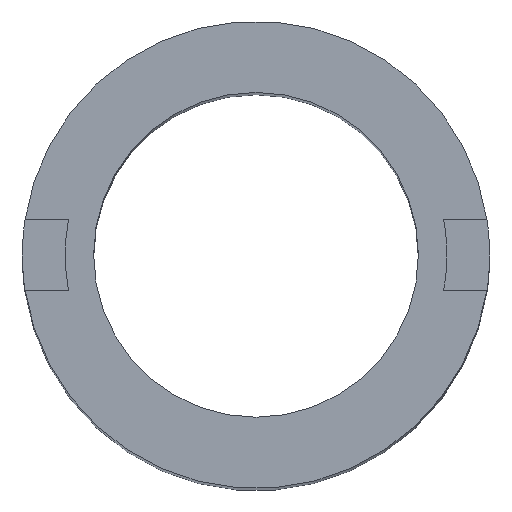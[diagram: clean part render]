
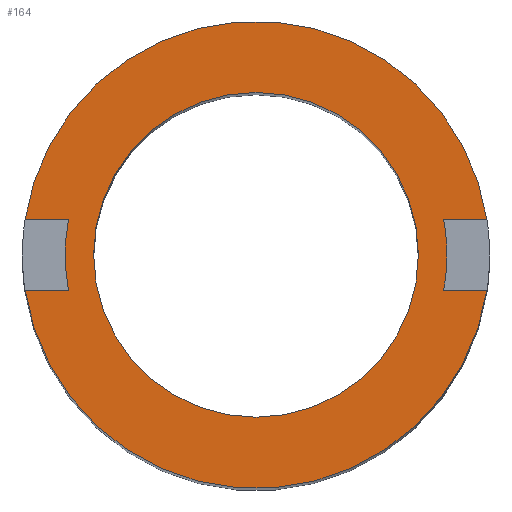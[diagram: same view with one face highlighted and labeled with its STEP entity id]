
A CAD part, top view. The second image highlights one B-rep face of the part: STEP entity #164.
In plain terms, the highlighted planar face has unit normal (0, 0, 1).
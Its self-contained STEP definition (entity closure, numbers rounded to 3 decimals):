
#2 = EDGE_LOOP ( 'NONE', ( #227, #732, #531, #290, #850, #719, #643, #638, #197 ) ) ;
#3 = PLANE ( 'NONE',  #655 ) ;
#19 = EDGE_CURVE ( 'NONE', #265, #559, #217, .T. ) ;
#27 = EDGE_CURVE ( 'NONE', #56, #281, #196, .T. ) ;
#33 = CIRCLE ( 'NONE', #498, 11.4 ) ;
#55 = CARTESIAN_POINT ( 'NONE',  ( 13.165, 2.5, 95. ) ) ;
#56 = VERTEX_POINT ( 'NONE', #649 ) ;
#60 = ORIENTED_EDGE ( 'NONE', *, *, #612, .F. ) ;
#63 = CIRCLE ( 'NONE', #437, 16.4 ) ;
#78 = VECTOR ( 'NONE', #802, 1000. ) ;
#127 = ORIENTED_EDGE ( 'NONE', *, *, #646, .F. ) ;
#143 = DIRECTION ( 'NONE',  ( 1., 0., 0. ) ) ;
#161 = CIRCLE ( 'NONE', #342, 13.4 ) ;
#162 = AXIS2_PLACEMENT_3D ( 'NONE', #376, #635, #310 ) ;
#164 = ADVANCED_FACE ( 'NONE', ( #748, #546 ), #3, .T. ) ;
#167 = DIRECTION ( 'NONE',  ( 1., 0., 0. ) ) ;
#173 = CIRCLE ( 'NONE', #523, 13.4 ) ;
#174 = EDGE_CURVE ( 'NONE', #572, #710, #733, .T. ) ;
#186 = DIRECTION ( 'NONE',  ( -1., 0., 0. ) ) ;
#193 = CARTESIAN_POINT ( 'NONE',  ( 13.165, -2.5, 95. ) ) ;
#196 = LINE ( 'NONE', #633, #355 ) ;
#197 = ORIENTED_EDGE ( 'NONE', *, *, #19, .T. ) ;
#200 = DIRECTION ( 'NONE',  ( 0., 0., 1. ) ) ;
#202 = DIRECTION ( 'NONE',  ( 1., 0., 0. ) ) ;
#207 = CARTESIAN_POINT ( 'NONE',  ( 13.165, 2.5, 95. ) ) ;
#214 = CARTESIAN_POINT ( 'NONE',  ( 16.208, -2.5, 95. ) ) ;
#217 = CIRCLE ( 'NONE', #273, 16.4 ) ;
#219 = CIRCLE ( 'NONE', #162, 11.4 ) ;
#225 = CARTESIAN_POINT ( 'NONE',  ( 0., 0., 95. ) ) ;
#227 = ORIENTED_EDGE ( 'NONE', *, *, #693, .F. ) ;
#228 = CARTESIAN_POINT ( 'NONE',  ( 13.4, 0., 95. ) ) ;
#265 = VERTEX_POINT ( 'NONE', #497 ) ;
#273 = AXIS2_PLACEMENT_3D ( 'NONE', #383, #790, #309 ) ;
#281 = VERTEX_POINT ( 'NONE', #353 ) ;
#290 = ORIENTED_EDGE ( 'NONE', *, *, #335, .T. ) ;
#291 = CARTESIAN_POINT ( 'NONE',  ( 0., 0., 95. ) ) ;
#301 = VECTOR ( 'NONE', #186, 1000. ) ;
#302 = DIRECTION ( 'NONE',  ( 1., 0., 0. ) ) ;
#309 = DIRECTION ( 'NONE',  ( 1., 0., 0. ) ) ;
#310 = DIRECTION ( 'NONE',  ( 1., 0., 0. ) ) ;
#326 = VERTEX_POINT ( 'NONE', #228 ) ;
#333 = CARTESIAN_POINT ( 'NONE',  ( 13.165, -2.5, 95. ) ) ;
#335 = EDGE_CURVE ( 'NONE', #56, #710, #63, .T. ) ;
#342 = AXIS2_PLACEMENT_3D ( 'NONE', #580, #606, #143 ) ;
#343 = CARTESIAN_POINT ( 'NONE',  ( 0., 0., 95. ) ) ;
#353 = CARTESIAN_POINT ( 'NONE',  ( -13.165, -2.5, 95. ) ) ;
#355 = VECTOR ( 'NONE', #715, 1000. ) ;
#376 = CARTESIAN_POINT ( 'NONE',  ( 0., 0., 95. ) ) ;
#383 = CARTESIAN_POINT ( 'NONE',  ( 0., 0., 95. ) ) ;
#398 = EDGE_CURVE ( 'NONE', #281, #705, #173, .T. ) ;
#400 = CARTESIAN_POINT ( 'NONE',  ( -13.165, 2.5, 95. ) ) ;
#403 = LINE ( 'NONE', #538, #78 ) ;
#405 = DIRECTION ( 'NONE',  ( 1., 0., 0. ) ) ;
#437 = AXIS2_PLACEMENT_3D ( 'NONE', #291, #488, #302 ) ;
#475 = DIRECTION ( 'NONE',  ( 1., 0., 0. ) ) ;
#488 = DIRECTION ( 'NONE',  ( 0., 0., 1. ) ) ;
#497 = CARTESIAN_POINT ( 'NONE',  ( 16.208, 2.5, 95. ) ) ;
#498 = AXIS2_PLACEMENT_3D ( 'NONE', #343, #797, #202 ) ;
#506 = VECTOR ( 'NONE', #405, 1000. ) ;
#515 = EDGE_CURVE ( 'NONE', #265, #722, #522, .T. ) ;
#522 = LINE ( 'NONE', #55, #301 ) ;
#523 = AXIS2_PLACEMENT_3D ( 'NONE', #564, #765, #167 ) ;
#531 = ORIENTED_EDGE ( 'NONE', *, *, #27, .F. ) ;
#538 = CARTESIAN_POINT ( 'NONE',  ( -16.208, 2.5, 95. ) ) ;
#545 = VERTEX_POINT ( 'NONE', #641 ) ;
#546 = FACE_BOUND ( 'NONE', #668, .T. ) ;
#559 = VERTEX_POINT ( 'NONE', #788 ) ;
#564 = CARTESIAN_POINT ( 'NONE',  ( 0., 0., 95. ) ) ;
#572 = VERTEX_POINT ( 'NONE', #193 ) ;
#580 = CARTESIAN_POINT ( 'NONE',  ( 0., 0., 95. ) ) ;
#606 = DIRECTION ( 'NONE',  ( 0., 0., -1. ) ) ;
#612 = EDGE_CURVE ( 'NONE', #663, #545, #219, .T. ) ;
#633 = CARTESIAN_POINT ( 'NONE',  ( -16.208, -2.5, 95. ) ) ;
#634 = EDGE_CURVE ( 'NONE', #722, #326, #161, .T. ) ;
#635 = DIRECTION ( 'NONE',  ( 0., 0., 1. ) ) ;
#638 = ORIENTED_EDGE ( 'NONE', *, *, #515, .F. ) ;
#641 = CARTESIAN_POINT ( 'NONE',  ( -11.4, 0., 95. ) ) ;
#643 = ORIENTED_EDGE ( 'NONE', *, *, #634, .F. ) ;
#646 = EDGE_CURVE ( 'NONE', #545, #663, #33, .T. ) ;
#649 = CARTESIAN_POINT ( 'NONE',  ( -16.208, -2.5, 95. ) ) ;
#655 = AXIS2_PLACEMENT_3D ( 'NONE', #664, #200, #475 ) ;
#656 = CARTESIAN_POINT ( 'NONE',  ( 11.4, 0., 95. ) ) ;
#663 = VERTEX_POINT ( 'NONE', #656 ) ;
#664 = CARTESIAN_POINT ( 'NONE',  ( 0., 0., 95. ) ) ;
#668 = EDGE_LOOP ( 'NONE', ( #127, #60 ) ) ;
#678 = DIRECTION ( 'NONE',  ( 1., 0., 0. ) ) ;
#685 = CIRCLE ( 'NONE', #804, 13.4 ) ;
#693 = EDGE_CURVE ( 'NONE', #705, #559, #403, .T. ) ;
#705 = VERTEX_POINT ( 'NONE', #400 ) ;
#710 = VERTEX_POINT ( 'NONE', #214 ) ;
#715 = DIRECTION ( 'NONE',  ( 1., 0., 0. ) ) ;
#719 = ORIENTED_EDGE ( 'NONE', *, *, #779, .F. ) ;
#722 = VERTEX_POINT ( 'NONE', #207 ) ;
#732 = ORIENTED_EDGE ( 'NONE', *, *, #398, .F. ) ;
#733 = LINE ( 'NONE', #333, #506 ) ;
#748 = FACE_OUTER_BOUND ( 'NONE', #2, .T. ) ;
#749 = DIRECTION ( 'NONE',  ( 0., 0., -1. ) ) ;
#765 = DIRECTION ( 'NONE',  ( 0., 0., -1. ) ) ;
#779 = EDGE_CURVE ( 'NONE', #326, #572, #685, .T. ) ;
#788 = CARTESIAN_POINT ( 'NONE',  ( -16.208, 2.5, 95. ) ) ;
#790 = DIRECTION ( 'NONE',  ( 0., 0., 1. ) ) ;
#797 = DIRECTION ( 'NONE',  ( 0., 0., 1. ) ) ;
#802 = DIRECTION ( 'NONE',  ( -1., 0., 0. ) ) ;
#804 = AXIS2_PLACEMENT_3D ( 'NONE', #225, #749, #678 ) ;
#850 = ORIENTED_EDGE ( 'NONE', *, *, #174, .F. ) ;
